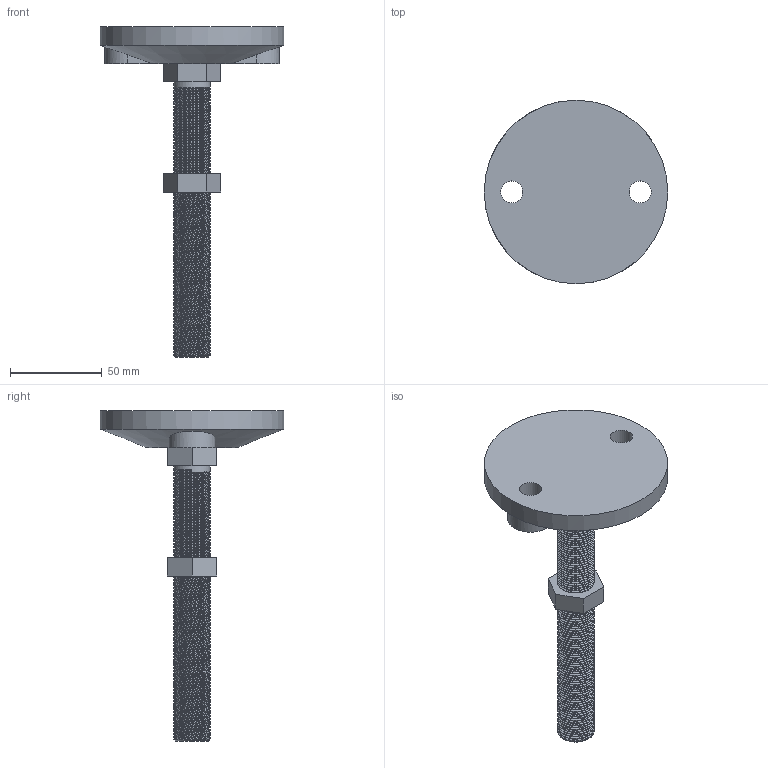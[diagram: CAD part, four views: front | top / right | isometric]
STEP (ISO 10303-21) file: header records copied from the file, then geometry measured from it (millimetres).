
FILE_DESCRIPTION(/* description */ (''),/* implementation_level */ '2;1');
FILE_NAME(/* name */ 'AAF 100.stp',/* time_stamp */ '2016-10-14T10:42:08+01:00',/* author */ ('kevin'),/* organization */ (''),/* preprocessor_version */ 'ST-DEVELOPER v15.2',/* originating_system */ 'Autodesk Inventor 2014',/* authorisation */ '');
FILE_SCHEMA (('AUTOMOTIVE_DESIGN { 1 0 10303 214 3 1 1 }'));
Products named in the file (1): AAF100-1
Bounding box: 100 x 100 x 180 mm (x, y, z)
Volume: 171830.8 mm3; surface area: 36903.8 mm2
Topology: 1 solids, 1 shells, 75 faces, 204 edges, 135 vertices
Faces by surface type: cylinder 41, plane 24, bspline 8, cone 2
Full cylindrical faces by diameter (mm): 12 x2, 20 x32, 100 x1
Entity records: 62074 total; most frequent: CARTESIAN_POINT 61045, ORIENTED_EDGE 202, DIRECTION 167, EDGE_CURVE 101, VERTEX_POINT 70, EDGE_LOOP 57, AXIS2_PLACEMENT_3D 57, LINE 53
